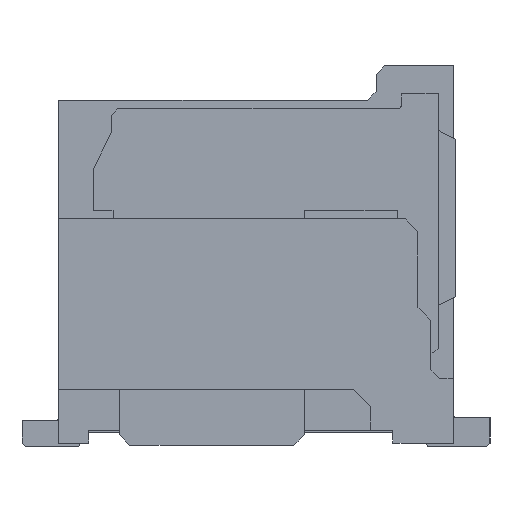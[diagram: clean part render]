
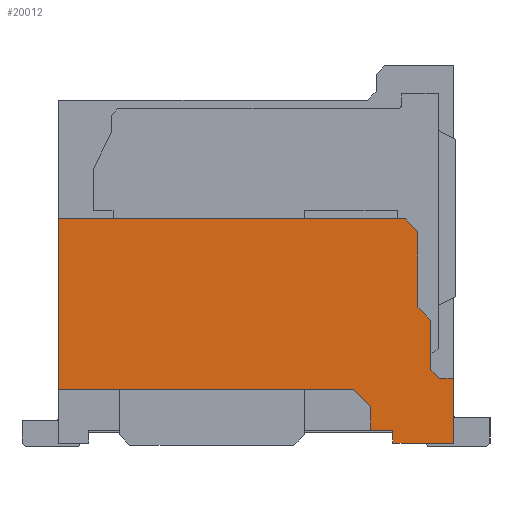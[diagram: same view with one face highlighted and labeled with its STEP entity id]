
A CAD part, left-side view. The second image highlights one B-rep face of the part: STEP entity #20012.
In plain terms, the highlighted planar face has unit normal (-1, 0, 0).
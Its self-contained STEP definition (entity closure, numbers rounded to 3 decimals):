
#29=DIRECTION('',(0.,-1.,0.));
#30=VECTOR('',#29,1.4);
#31=CARTESIAN_POINT('',(-14.15,-3.175,-4.375));
#32=LINE('',#31,#30);
#1799=DIRECTION('',(0.,1.,0.));
#1800=VECTOR('',#1799,0.52);
#1801=CARTESIAN_POINT('',(-14.15,-3.175,-4.075));
#1802=LINE('',#1801,#1800);
#1803=DIRECTION('',(0.,0.,1.));
#1804=VECTOR('',#1803,0.55);
#1805=CARTESIAN_POINT('',(-14.15,-2.655,-4.075));
#1806=LINE('',#1805,#1804);
#1807=DIRECTION('',(0.,-0.707,-0.707));
#1808=VECTOR('',#1807,0.566);
#1809=CARTESIAN_POINT('',(-14.15,-2.255,-3.125));
#1810=LINE('',#1809,#1808);
#1811=DIRECTION('',(0.,-1.,0.));
#1812=VECTOR('',#1811,6.83);
#1813=CARTESIAN_POINT('',(-14.15,4.575,-3.125));
#1814=LINE('',#1813,#1812);
#1815=DIRECTION('',(0.,0.,1.));
#1816=VECTOR('',#1815,3.95);
#1817=CARTESIAN_POINT('',(-14.15,4.575,-3.125));
#1818=LINE('',#1817,#1816);
#1819=DIRECTION('',(0.,-1.,0.));
#1820=VECTOR('',#1819,8.03);
#1821=CARTESIAN_POINT('',(-14.15,4.575,0.825));
#1822=LINE('',#1821,#1820);
#1823=DIRECTION('',(0.,0.707,0.707));
#1824=VECTOR('',#1823,0.424);
#1825=CARTESIAN_POINT('',(-14.15,-3.755,0.525));
#1826=LINE('',#1825,#1824);
#1827=DIRECTION('',(0.,0.,1.));
#1828=VECTOR('',#1827,1.75);
#1829=CARTESIAN_POINT('',(-14.15,-3.755,-1.225));
#1830=LINE('',#1829,#1828);
#1831=DIRECTION('',(0.,0.707,0.707));
#1832=VECTOR('',#1831,0.424);
#1833=CARTESIAN_POINT('',(-14.15,-4.055,-1.525));
#1834=LINE('',#1833,#1832);
#1835=DIRECTION('',(0.,0.,1.));
#1836=VECTOR('',#1835,1.15);
#1837=CARTESIAN_POINT('',(-14.15,-4.055,-2.675));
#1838=LINE('',#1837,#1836);
#1839=DIRECTION('',(0.,0.707,0.707));
#1840=VECTOR('',#1839,0.283);
#1841=CARTESIAN_POINT('',(-14.15,-4.255,-2.875));
#1842=LINE('',#1841,#1840);
#1843=DIRECTION('',(0.,1.,0.));
#1844=VECTOR('',#1843,0.32);
#1845=CARTESIAN_POINT('',(-14.15,-4.575,-2.875));
#1846=LINE('',#1845,#1844);
#1847=DIRECTION('',(0.,0.,1.));
#1848=VECTOR('',#1847,0.3);
#1849=CARTESIAN_POINT('',(-14.15,-3.175,-4.375));
#1850=LINE('',#1849,#1848);
#1955=DIRECTION('',(0.,0.,1.));
#1956=VECTOR('',#1955,1.5);
#1957=CARTESIAN_POINT('',(-14.15,-4.575,-4.375));
#1958=LINE('',#1957,#1956);
#14001=CARTESIAN_POINT('',(-14.15,-3.175,-4.075));
#14002=CARTESIAN_POINT('',(-14.15,-2.655,-4.075));
#14003=VERTEX_POINT('',#14001);
#14004=VERTEX_POINT('',#14002);
#14149=CARTESIAN_POINT('',(-14.15,-4.575,-2.875));
#14150=CARTESIAN_POINT('',(-14.15,-4.255,-2.875));
#14151=VERTEX_POINT('',#14149);
#14152=VERTEX_POINT('',#14150);
#14153=CARTESIAN_POINT('',(-14.15,-4.055,-2.675));
#14154=VERTEX_POINT('',#14153);
#14155=CARTESIAN_POINT('',(-14.15,-4.055,-1.525));
#14156=VERTEX_POINT('',#14155);
#14157=CARTESIAN_POINT('',(-14.15,-3.755,-1.225));
#14158=VERTEX_POINT('',#14157);
#14159=CARTESIAN_POINT('',(-14.15,-3.755,0.525));
#14160=VERTEX_POINT('',#14159);
#14161=CARTESIAN_POINT('',(-14.15,-3.455,0.825));
#14162=VERTEX_POINT('',#14161);
#14163=CARTESIAN_POINT('',(-14.15,4.575,0.825));
#14164=VERTEX_POINT('',#14163);
#14181=CARTESIAN_POINT('',(-14.15,-4.575,-4.375));
#14182=VERTEX_POINT('',#14181);
#14183=CARTESIAN_POINT('',(-14.15,4.575,-3.125));
#14184=VERTEX_POINT('',#14183);
#14249=CARTESIAN_POINT('',(-14.15,-2.255,-3.125));
#14250=VERTEX_POINT('',#14249);
#14251=CARTESIAN_POINT('',(-14.15,-2.655,-3.525));
#14252=VERTEX_POINT('',#14251);
#14276=CARTESIAN_POINT('',(-14.15,-3.175,-4.375));
#14278=VERTEX_POINT('',#14276);
#19982=CARTESIAN_POINT('',(-14.15,4.575,-4.375));
#19983=DIRECTION('',(-1.,0.,0.));
#19984=DIRECTION('',(0.,-1.,0.));
#19985=AXIS2_PLACEMENT_3D('',#19982,#19983,#19984);
#19986=PLANE('',#19985);
#19988=ORIENTED_EDGE('',*,*,#19987,.T.);
#19990=ORIENTED_EDGE('',*,*,#19989,.T.);
#19992=ORIENTED_EDGE('',*,*,#19991,.F.);
#19994=ORIENTED_EDGE('',*,*,#19993,.F.);
#19995=ORIENTED_EDGE('',*,*,#18401,.T.);
#19996=ORIENTED_EDGE('',*,*,#19927,.T.);
#19997=ORIENTED_EDGE('',*,*,#19949,.F.);
#19998=ORIENTED_EDGE('',*,*,#19963,.F.);
#19999=ORIENTED_EDGE('',*,*,#19976,.F.);
#20000=ORIENTED_EDGE('',*,*,#19759,.F.);
#20002=ORIENTED_EDGE('',*,*,#20001,.F.);
#20004=ORIENTED_EDGE('',*,*,#20003,.F.);
#20006=ORIENTED_EDGE('',*,*,#20005,.F.);
#20007=ORIENTED_EDGE('',*,*,#18312,.F.);
#20009=ORIENTED_EDGE('',*,*,#20008,.T.);
#20010=EDGE_LOOP('',(#19988,#19990,#19992,#19994,#19995,#19996,#19997,#19998,
#19999,#20000,#20002,#20004,#20006,#20007,#20009));
#20011=FACE_OUTER_BOUND('',#20010,.F.);
#20012=ADVANCED_FACE('',(#20011),#19986,.T.);
#18312=EDGE_CURVE('',#14278,#14182,#32,.T.);
#18401=EDGE_CURVE('',#14184,#14164,#1818,.T.);
#19759=EDGE_CURVE('',#14154,#14156,#1838,.T.);
#19927=EDGE_CURVE('',#14164,#14162,#1822,.T.);
#19949=EDGE_CURVE('',#14160,#14162,#1826,.T.);
#19963=EDGE_CURVE('',#14158,#14160,#1830,.T.);
#19976=EDGE_CURVE('',#14156,#14158,#1834,.T.);
#19987=EDGE_CURVE('',#14003,#14004,#1802,.T.);
#19989=EDGE_CURVE('',#14004,#14252,#1806,.T.);
#19991=EDGE_CURVE('',#14250,#14252,#1810,.T.);
#19993=EDGE_CURVE('',#14184,#14250,#1814,.T.);
#20001=EDGE_CURVE('',#14152,#14154,#1842,.T.);
#20003=EDGE_CURVE('',#14151,#14152,#1846,.T.);
#20005=EDGE_CURVE('',#14182,#14151,#1958,.T.);
#20008=EDGE_CURVE('',#14278,#14003,#1850,.T.);
